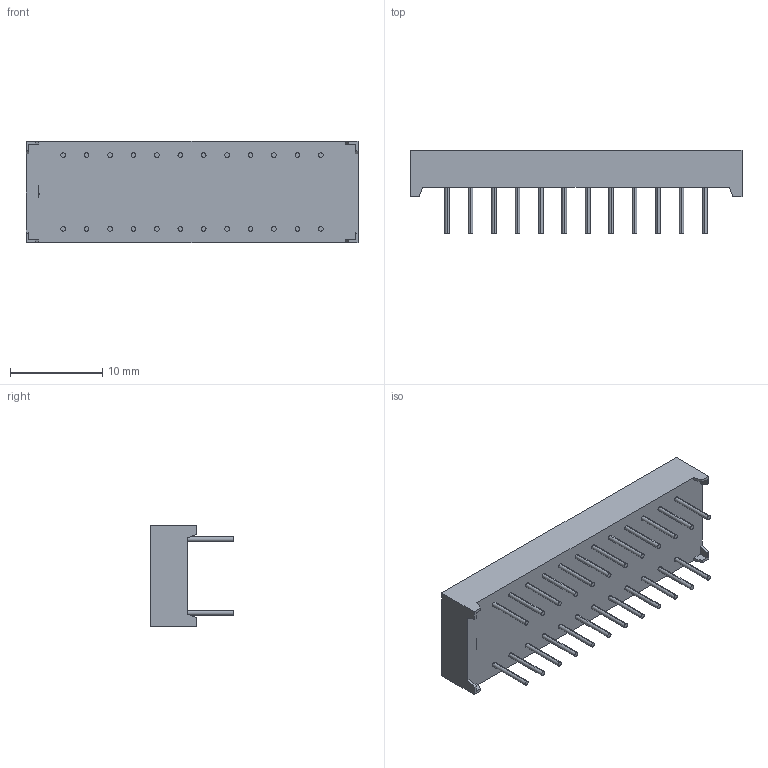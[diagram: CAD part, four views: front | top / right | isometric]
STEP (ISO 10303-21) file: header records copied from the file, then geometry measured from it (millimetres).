
FILE_DESCRIPTION (( 'STEP AP214' ), '1' );
FILE_NAME ('XDxx06x4-A.STEP', '2015-09-10T17:20:10', ( '' ), ( '' ), 'SwSTEP 2.0', 'SolidWorks 2012', '' );
FILE_SCHEMA (( 'AUTOMOTIVE_DESIGN' ));
Length unit declared in the file: millimetre
Products named in the file (1): XDxx06x4-A
Bounding box: 36 x 9 x 11 mm (x, y, z)
Volume: 1606.8 mm3; surface area: 1385.5 mm2
Topology: 1 solids, 1 shells, 522 faces, 1320 edges, 880 vertices
Faces by surface type: plane 384, cylinder 70, bspline 68
Entity records: 20510 total; most frequent: CARTESIAN_POINT 5903, ORIENTED_EDGE 2640, DIRECTION 2234, EDGE_CURVE 1320, LINE 1044, VECTOR 1044, VERTEX_POINT 880, EDGE_LOOP 602
